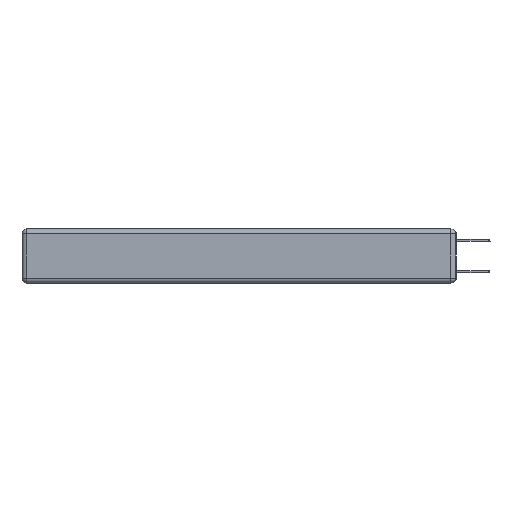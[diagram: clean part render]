
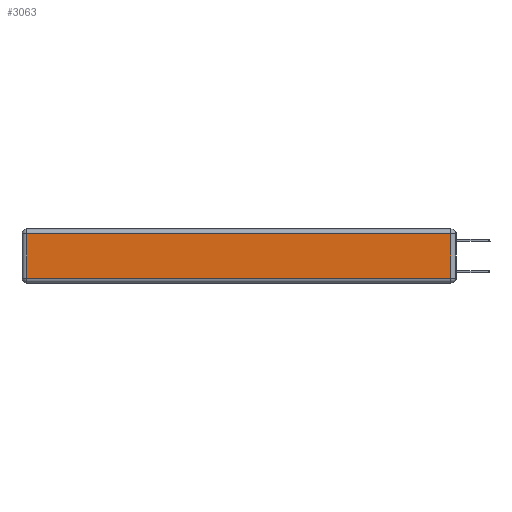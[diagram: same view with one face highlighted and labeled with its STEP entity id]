
A CAD part, left-side view. The second image highlights one B-rep face of the part: STEP entity #3063.
In plain terms, the highlighted planar face has unit normal (-1, 0, 0).
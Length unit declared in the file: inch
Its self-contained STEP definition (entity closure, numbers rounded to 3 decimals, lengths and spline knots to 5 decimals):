
#394 = VECTOR ( 'NONE', #9332, 39.37008 ) ;
#745 = ORIENTED_EDGE ( 'NONE', *, *, #6362, .T. ) ;
#1031 = LINE ( 'NONE', #12327, #10959 ) ;
#1155 = CARTESIAN_POINT ( 'NONE',  ( 0., 2.75, -0.03 ) ) ;
#1401 = CARTESIAN_POINT ( 'NONE',  ( 0., 2.72, -0.313 ) ) ;
#1760 = CARTESIAN_POINT ( 'NONE',  ( 0., 0., -0.313 ) ) ;
#2077 = FACE_OUTER_BOUND ( 'NONE', #7064, .T. ) ;
#2902 = CARTESIAN_POINT ( 'NONE',  ( 0., 0., -0.343 ) ) ;
#3063 = ADVANCED_FACE ( 'NONE', ( #2077 ), #7004, .T. ) ;
#3377 = CARTESIAN_POINT ( 'NONE',  ( 0., 2.72, -0.03 ) ) ;
#4533 = EDGE_CURVE ( 'NONE', #7804, #12755, #9438, .T. ) ;
#5226 = LINE ( 'NONE', #7633, #394 ) ;
#5952 = VERTEX_POINT ( 'NONE', #1401 ) ;
#6199 = DIRECTION ( 'NONE',  ( -1., 0., 0. ) ) ;
#6203 = VECTOR ( 'NONE', #10257, 39.37008 ) ;
#6362 = EDGE_CURVE ( 'NONE', #8434, #7804, #5226, .T. ) ;
#6927 = ORIENTED_EDGE ( 'NONE', *, *, #9505, .T. ) ;
#7004 = PLANE ( 'NONE',  #12593 ) ;
#7064 = EDGE_LOOP ( 'NONE', ( #6927, #745, #8609, #10883 ) ) ;
#7633 = CARTESIAN_POINT ( 'NONE',  ( 0., 0.03, -0.343 ) ) ;
#7804 = VERTEX_POINT ( 'NONE', #11995 ) ;
#7927 = EDGE_CURVE ( 'NONE', #12755, #5952, #1031, .T. ) ;
#8434 = VERTEX_POINT ( 'NONE', #11693 ) ;
#8609 = ORIENTED_EDGE ( 'NONE', *, *, #4533, .T. ) ;
#8691 = VECTOR ( 'NONE', #8980, 39.37008 ) ;
#8980 = DIRECTION ( 'NONE',  ( 0., -1., 0. ) ) ;
#9332 = DIRECTION ( 'NONE',  ( 0., 0., 1. ) ) ;
#9438 = LINE ( 'NONE', #1155, #6203 ) ;
#9505 = EDGE_CURVE ( 'NONE', #5952, #8434, #10729, .T. ) ;
#10257 = DIRECTION ( 'NONE',  ( 0., 1., 0. ) ) ;
#10729 = LINE ( 'NONE', #1760, #8691 ) ;
#10883 = ORIENTED_EDGE ( 'NONE', *, *, #7927, .T. ) ;
#10959 = VECTOR ( 'NONE', #13211, 39.37008 ) ;
#11103 = DIRECTION ( 'NONE',  ( 0., 0., 1. ) ) ;
#11693 = CARTESIAN_POINT ( 'NONE',  ( 0., 0.03, -0.313 ) ) ;
#11995 = CARTESIAN_POINT ( 'NONE',  ( 0., 0.03, -0.03 ) ) ;
#12327 = CARTESIAN_POINT ( 'NONE',  ( 0., 2.72, -0.343 ) ) ;
#12593 = AXIS2_PLACEMENT_3D ( 'NONE', #2902, #6199, #11103 ) ;
#12755 = VERTEX_POINT ( 'NONE', #3377 ) ;
#13211 = DIRECTION ( 'NONE',  ( 0., 0., -1. ) ) ;
